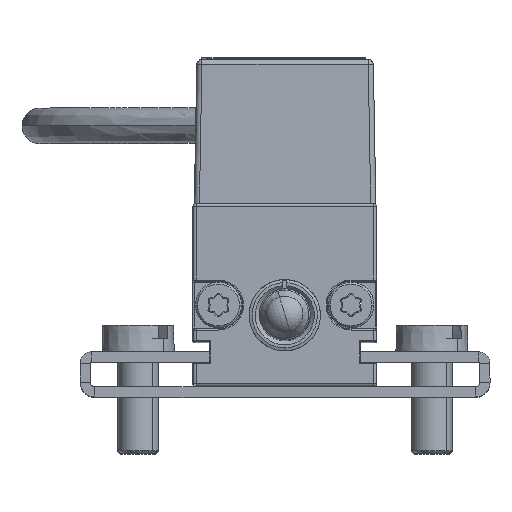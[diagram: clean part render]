
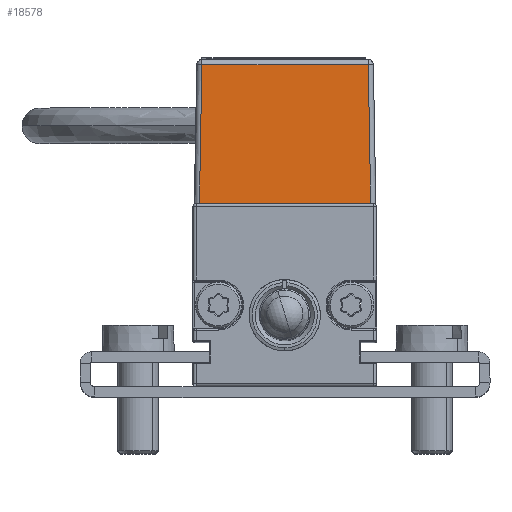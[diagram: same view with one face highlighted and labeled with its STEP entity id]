
A CAD part, top view. The second image highlights one B-rep face of the part: STEP entity #18578.
In plain terms, the highlighted planar face has unit normal (0, 0.018, 1).
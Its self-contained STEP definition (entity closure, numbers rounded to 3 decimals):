
#106 = VERTEX_POINT ( 'NONE', #1572 ) ;
#1045 = DIRECTION ( 'NONE',  ( -0.017, 1., -0.017 ) ) ;
#1572 = CARTESIAN_POINT ( 'NONE',  ( -8.366, 18., 58.009 ) ) ;
#1704 = CARTESIAN_POINT ( 'NONE',  ( -8.129, 31.583, 57.771 ) ) ;
#2239 = DIRECTION ( 'NONE',  ( 0., 0.017, 1. ) ) ;
#2537 = LINE ( 'NONE', #15351, #13363 ) ;
#3554 = DIRECTION ( 'NONE',  ( -1., 0., 0. ) ) ;
#4220 = PLANE ( 'NONE',  #9692 ) ;
#4772 = DIRECTION ( 'NONE',  ( -0.017, -1., 0.017 ) ) ;
#6353 = EDGE_CURVE ( 'NONE', #10745, #22214, #20937, .T. ) ;
#6669 = ORIENTED_EDGE ( 'NONE', *, *, #9570, .T. ) ;
#6852 = CARTESIAN_POINT ( 'NONE',  ( -8.366, 17.991, 58.009 ) ) ;
#7820 = ORIENTED_EDGE ( 'NONE', *, *, #12274, .T. ) ;
#9436 = VERTEX_POINT ( 'NONE', #16823 ) ;
#9570 = EDGE_CURVE ( 'NONE', #106, #9436, #2537, .T. ) ;
#9692 = AXIS2_PLACEMENT_3D ( 'NONE', #14413, #2239, #16479 ) ;
#10745 = VERTEX_POINT ( 'NONE', #15445 ) ;
#12274 = EDGE_CURVE ( 'NONE', #9436, #10745, #18904, .T. ) ;
#13363 = VECTOR ( 'NONE', #25434, 1000. ) ;
#13505 = VECTOR ( 'NONE', #1045, 1000. ) ;
#14113 = ORIENTED_EDGE ( 'NONE', *, *, #6353, .T. ) ;
#14413 = CARTESIAN_POINT ( 'NONE',  ( -8.868, 18., 58.009 ) ) ;
#15351 = CARTESIAN_POINT ( 'NONE',  ( -8.868, 18., 58.009 ) ) ;
#15445 = CARTESIAN_POINT ( 'NONE',  ( 8.189, 31.583, 57.771 ) ) ;
#15540 = VECTOR ( 'NONE', #3554, 1000. ) ;
#15648 = CARTESIAN_POINT ( 'NONE',  ( -8.868, 31.583, 57.771 ) ) ;
#16479 = DIRECTION ( 'NONE',  ( 0., -1., 0.017 ) ) ;
#16581 = LINE ( 'NONE', #6852, #21330 ) ;
#16739 = EDGE_CURVE ( 'NONE', #22214, #106, #16581, .T. ) ;
#16823 = CARTESIAN_POINT ( 'NONE',  ( 8.426, 18., 58.009 ) ) ;
#18578 = ADVANCED_FACE ( 'NONE', ( #19189 ), #4220, .T. ) ;
#18904 = LINE ( 'NONE', #21320, #13505 ) ;
#19189 = FACE_OUTER_BOUND ( 'NONE', #26143, .T. ) ;
#20937 = LINE ( 'NONE', #15648, #15540 ) ;
#21320 = CARTESIAN_POINT ( 'NONE',  ( 8.421, 18.302, 58.003 ) ) ;
#21330 = VECTOR ( 'NONE', #4772, 1000. ) ;
#22214 = VERTEX_POINT ( 'NONE', #1704 ) ;
#22981 = ORIENTED_EDGE ( 'NONE', *, *, #16739, .T. ) ;
#25434 = DIRECTION ( 'NONE',  ( 1., 0., 0. ) ) ;
#26143 = EDGE_LOOP ( 'NONE', ( #7820, #14113, #22981, #6669 ) ) ;
